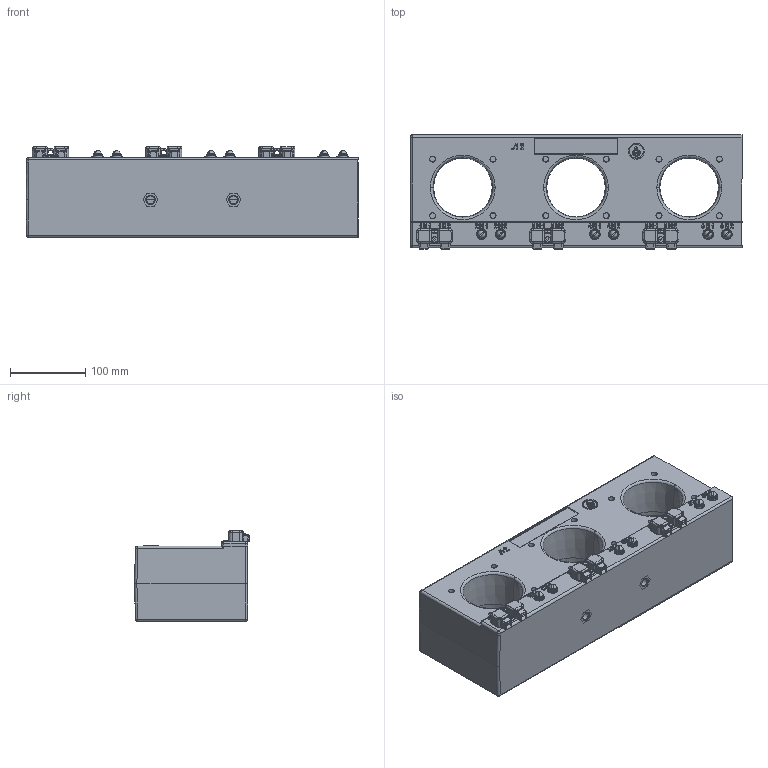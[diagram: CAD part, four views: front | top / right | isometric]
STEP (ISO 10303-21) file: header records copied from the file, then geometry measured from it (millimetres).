
FILE_DESCRIPTION (( 'STEP AP214' ), '1' );
FILE_NAME ('霰迖.671231.030.STEP', '2024-07-26T08:22:29', ( '' ), ( '' ), 'SwSTEP 2.0', 'SolidWorks 2010', '' );
FILE_SCHEMA (( 'AUTOMOTIVE_DESIGN' ));
Length unit declared in the file: millimetre
Products named in the file (1): 霰迖.671231.030
Bounding box: 440 x 152 x 120.5 mm (x, y, z)
Surface area: 318888 mm2 (no closed solid volume)
Topology: 0 solids, 37 shells, 1100 faces, 3286 edges, 2168 vertices
Faces by surface type: plane 378, cone 250, bspline 223, cylinder 202, sphere 41, torus 6
Entity records: 54809 total; most frequent: CARTESIAN_POINT 15293, ORIENTED_EDGE 5676, DIRECTION 5399, EDGE_CURVE 3269, VERTEX_POINT 2168, AXIS2_PLACEMENT_3D 1999, LINE 1401, VECTOR 1401
